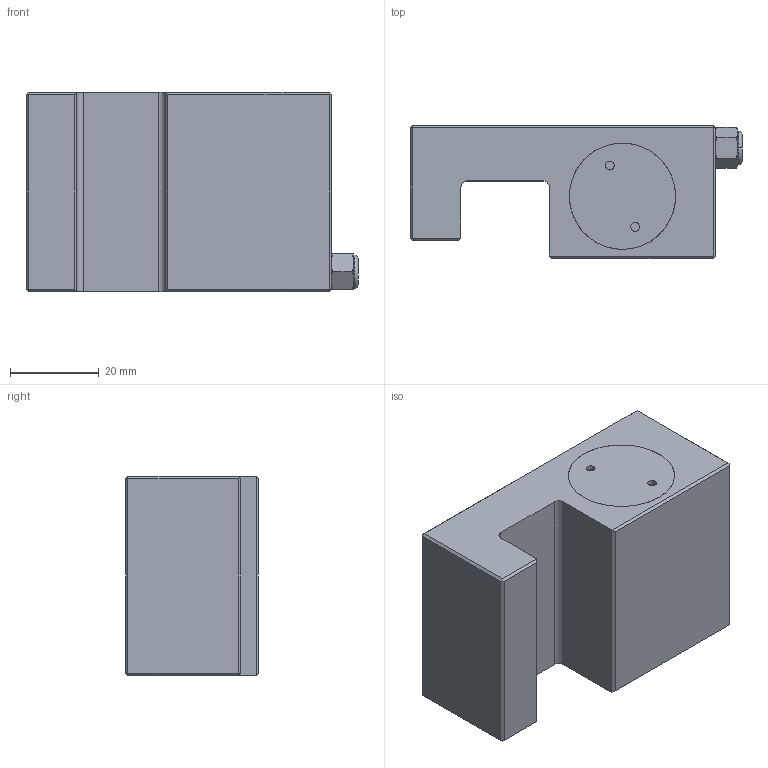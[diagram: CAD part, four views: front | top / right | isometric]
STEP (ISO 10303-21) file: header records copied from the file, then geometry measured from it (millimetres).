
FILE_DESCRIPTION (( 'STEP AP203' ), '1' );
FILE_NAME ('NS2001A.STEP', '2020-05-13T13:12:23', ( 'Microsoft' ), ( 'Microsoft' ), 'SwSTEP 2.0', 'SolidWorks 2012', '' );
FILE_SCHEMA (( 'CONFIG_CONTROL_DESIGN' ));
Length unit declared in the file: millimetre
Products named in the file (1): NS2001A
Bounding box: 75 x 30 x 45 mm (x, y, z)
Surface area: 14351.5 mm2 (no closed solid volume)
Topology: 0 solids, 5 shells, 280 faces, 747 edges, 491 vertices
Faces by surface type: plane 162, bspline 79, cylinder 28, cone 9, torus 2
Entity records: 12909 total; most frequent: CARTESIAN_POINT 6444, ORIENTED_EDGE 1414, DIRECTION 1034, EDGE_CURVE 747, LINE 492, VECTOR 492, VERTEX_POINT 491, EDGE_LOOP 312
